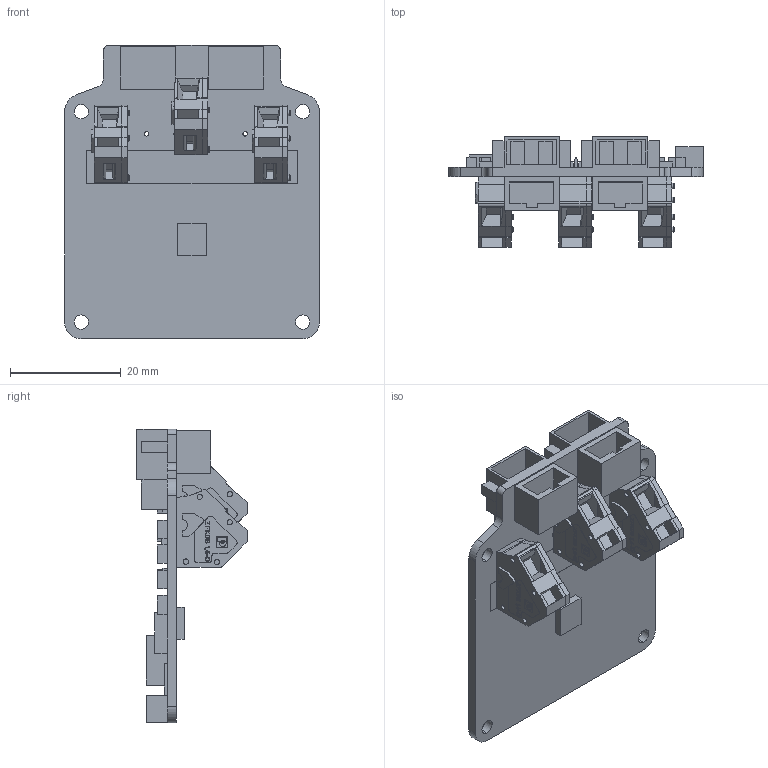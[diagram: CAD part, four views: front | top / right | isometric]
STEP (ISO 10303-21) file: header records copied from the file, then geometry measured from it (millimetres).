
FILE_DESCRIPTION (( 'STEP AP214' ), '1' );
FILE_NAME ('motor_driver_asm.STEP', '2025-03-25T17:00:48', ( '' ), ( '' ), 'SwSTEP 2.0', 'SolidWorks 2024', '' );
FILE_SCHEMA (( 'AUTOMOTIVE_DESIGN' ));
Length unit declared in the file: millimetre
Products named in the file (3): motor_driver_asm; 20210124-moteus-controller-r45-mechanical; 1889262.STEP
Assembly tree (4 placements, depth 2):
  motor_driver_asm
    20210124-moteus-controller-r45-mechanical
    1889262.STEP  x3
Bounding box: 46 x 19.9 x 53 mm (x, y, z)
Volume: 8053.3 mm3; surface area: 10746.9 mm2
Topology: 13 solids, 13 shells, 3038 faces, 8550 edges, 5710 vertices
Faces by surface type: plane 2632, cylinder 271, bspline 111, cone 24
Entity records: 39229 total; most frequent: CARTESIAN_POINT 8324, ORIENTED_EDGE 6656, DIRECTION 5826, EDGE_CURVE 3328, VECTOR 3010, LINE 3010, VERTEX_POINT 2222, AXIS2_PLACEMENT_3D 1408
